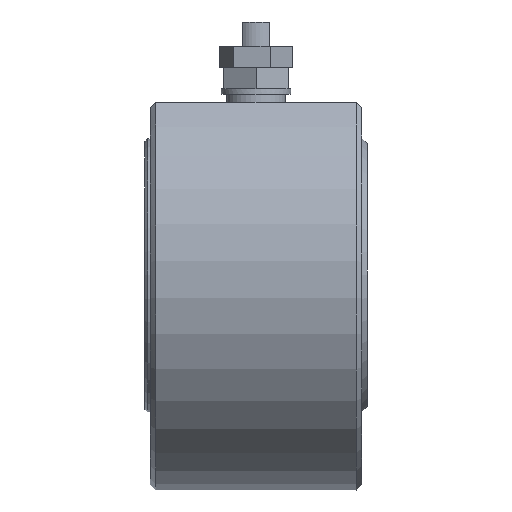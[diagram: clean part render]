
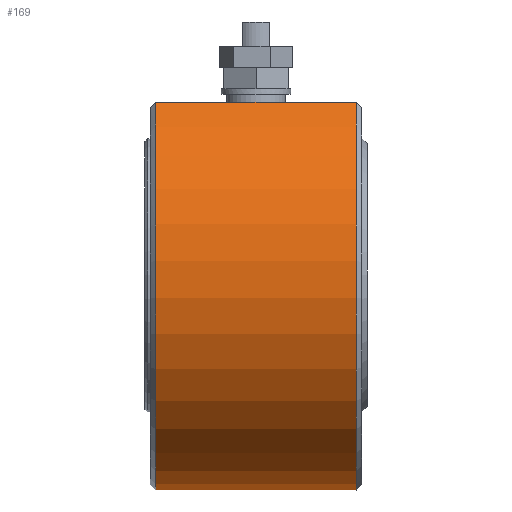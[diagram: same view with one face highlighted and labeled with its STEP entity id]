
A CAD part, left-side view. The second image highlights one B-rep face of the part: STEP entity #169.
In plain terms, the highlighted cylindrical face has radius 80.5 mm (diameter 161 mm), a partial arc.
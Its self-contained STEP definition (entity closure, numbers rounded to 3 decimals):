
#169 = ADVANCED_FACE( '', ( #422 ), #423, .T. );
#422 = FACE_OUTER_BOUND( '', #793, .T. );
#423 = CYLINDRICAL_SURFACE( '', #794, 80.5 );
#793 = EDGE_LOOP( '', ( #1205, #1206, #1207, #1208 ) );
#794 = AXIS2_PLACEMENT_3D( '', #1209, #1210, #1211 );
#1205 = ORIENTED_EDGE( '', *, *, #1812, .T. );
#1206 = ORIENTED_EDGE( '', *, *, #1813, .F. );
#1207 = ORIENTED_EDGE( '', *, *, #1814, .T. );
#1208 = ORIENTED_EDGE( '', *, *, #1815, .F. );
#1209 = CARTESIAN_POINT( '', ( 0., 0., 79. ) );
#1210 = DIRECTION( '', ( 0., -1., 0. ) );
#1211 = DIRECTION( '', ( 1., 0., 0. ) );
#1812 = EDGE_CURVE( '', #2104, #2105, #2106, .F. );
#1813 = EDGE_CURVE( '', #2107, #2105, #2108, .F. );
#1814 = EDGE_CURVE( '', #2107, #2109, #2110, .F. );
#1815 = EDGE_CURVE( '', #2104, #2109, #2111, .T. );
#2104 = VERTEX_POINT( '', #2463 );
#2105 = VERTEX_POINT( '', #2464 );
#2106 = CIRCLE( '', #2465, 80.5 );
#2107 = VERTEX_POINT( '', #2466 );
#2108 = LINE( '', #2467, #2468 );
#2109 = VERTEX_POINT( '', #2469 );
#2110 = CIRCLE( '', #2470, 80.5 );
#2111 = LINE( '', #2471, #2472 );
#2463 = CARTESIAN_POINT( '', ( 48.166, 2., 143.5 ) );
#2464 = CARTESIAN_POINT( '', ( -48.166, 2., 143.5 ) );
#2465 = AXIS2_PLACEMENT_3D( '', #2852, #2853, #2854 );
#2466 = CARTESIAN_POINT( '', ( -48.166, 77., 143.5 ) );
#2467 = CARTESIAN_POINT( '', ( -48.166, 0., 143.5 ) );
#2468 = VECTOR( '', #2855, 1000. );
#2469 = CARTESIAN_POINT( '', ( 48.166, 77., 143.5 ) );
#2470 = AXIS2_PLACEMENT_3D( '', #2856, #2857, #2858 );
#2471 = CARTESIAN_POINT( '', ( 48.166, 0., 143.5 ) );
#2472 = VECTOR( '', #2859, 1000. );
#2852 = CARTESIAN_POINT( '', ( 0., 2., 79. ) );
#2853 = DIRECTION( '', ( 0., -1., 0. ) );
#2854 = DIRECTION( '', ( 0., 0., -1. ) );
#2855 = DIRECTION( '', ( 0., 1., 0. ) );
#2856 = CARTESIAN_POINT( '', ( 0., 77., 79. ) );
#2857 = DIRECTION( '', ( 0., 1., 0. ) );
#2858 = DIRECTION( '', ( 0., 0., 1. ) );
#2859 = DIRECTION( '', ( 0., 1., 0. ) );
